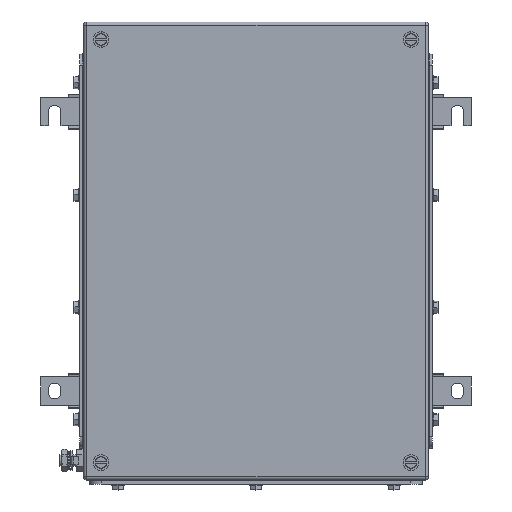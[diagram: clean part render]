
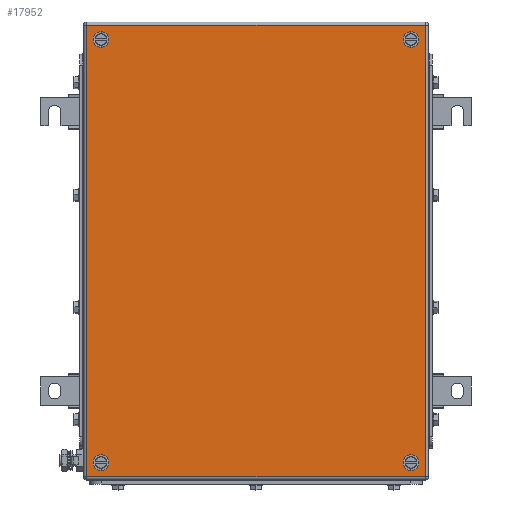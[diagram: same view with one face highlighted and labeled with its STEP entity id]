
A CAD part, top view. The second image highlights one B-rep face of the part: STEP entity #17952.
In plain terms, the highlighted planar face has unit normal (0, 0, 1).
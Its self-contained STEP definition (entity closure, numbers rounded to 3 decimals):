
#17826=AXIS2_PLACEMENT_3D('Circle Axis2P3D',#17824,#17825,$) ;
#17853=AXIS2_PLACEMENT_3D('Plane Axis2P3D',#17850,#17851,#17852) ;
#17891=AXIS2_PLACEMENT_3D('Circle Axis2P3D',#17889,#17890,$) ;
#17900=AXIS2_PLACEMENT_3D('Circle Axis2P3D',#17898,#17899,$) ;
#17909=AXIS2_PLACEMENT_3D('Circle Axis2P3D',#17907,#17908,$) ;
#17918=AXIS2_PLACEMENT_3D('Circle Axis2P3D',#17916,#17917,$) ;
#17927=AXIS2_PLACEMENT_3D('Circle Axis2P3D',#17925,#17926,$) ;
#17936=AXIS2_PLACEMENT_3D('Circle Axis2P3D',#17934,#17935,$) ;
#17945=AXIS2_PLACEMENT_3D('Circle Axis2P3D',#17943,#17944,$) ;
#17821=CARTESIAN_POINT('Vertex',(56.5,398.5,153.5)) ;
#17824=CARTESIAN_POINT('Axis2P3D Location',(53.,398.5,153.5)) ;
#17828=CARTESIAN_POINT('Vertex',(49.5,398.5,153.5)) ;
#17850=CARTESIAN_POINT('Axis2P3D Location',(190.5,211.,153.5)) ;
#17855=CARTESIAN_POINT('Line Origine',(190.5,410.5,153.5)) ;
#17859=CARTESIAN_POINT('Vertex',(340.,410.5,153.5)) ;
#17861=CARTESIAN_POINT('Vertex',(41.,410.5,153.5)) ;
#17864=CARTESIAN_POINT('Line Origine',(41.,211.,153.5)) ;
#17868=CARTESIAN_POINT('Vertex',(41.,11.5,153.5)) ;
#17871=CARTESIAN_POINT('Line Origine',(190.5,11.5,153.5)) ;
#17875=CARTESIAN_POINT('Vertex',(340.,11.5,153.5)) ;
#17878=CARTESIAN_POINT('Line Origine',(340.,211.,153.5)) ;
#17889=CARTESIAN_POINT('Axis2P3D Location',(53.,398.5,153.5)) ;
#17898=CARTESIAN_POINT('Axis2P3D Location',(53.,23.5,153.5)) ;
#17902=CARTESIAN_POINT('Vertex',(49.5,23.5,153.5)) ;
#17904=CARTESIAN_POINT('Vertex',(56.5,23.5,153.5)) ;
#17907=CARTESIAN_POINT('Axis2P3D Location',(53.,23.5,153.5)) ;
#17916=CARTESIAN_POINT('Axis2P3D Location',(328.,23.5,153.5)) ;
#17920=CARTESIAN_POINT('Vertex',(331.5,23.5,153.5)) ;
#17922=CARTESIAN_POINT('Vertex',(324.5,23.5,153.5)) ;
#17925=CARTESIAN_POINT('Axis2P3D Location',(328.,23.5,153.5)) ;
#17934=CARTESIAN_POINT('Axis2P3D Location',(328.,398.5,153.5)) ;
#17938=CARTESIAN_POINT('Vertex',(331.5,398.5,153.5)) ;
#17940=CARTESIAN_POINT('Vertex',(324.5,398.5,153.5)) ;
#17943=CARTESIAN_POINT('Axis2P3D Location',(328.,398.5,153.5)) ;
#17825=DIRECTION('Axis2P3D Direction',(0.,0.,1.)) ;
#17851=DIRECTION('Axis2P3D Direction',(0.,0.,1.)) ;
#17852=DIRECTION('Axis2P3D XDirection',(1.,0.,0.)) ;
#17856=DIRECTION('Vector Direction',(1.,0.,0.)) ;
#17865=DIRECTION('Vector Direction',(0.,-1.,0.)) ;
#17872=DIRECTION('Vector Direction',(1.,0.,0.)) ;
#17879=DIRECTION('Vector Direction',(0.,1.,0.)) ;
#17890=DIRECTION('Axis2P3D Direction',(0.,0.,1.)) ;
#17899=DIRECTION('Axis2P3D Direction',(0.,0.,1.)) ;
#17908=DIRECTION('Axis2P3D Direction',(0.,0.,1.)) ;
#17917=DIRECTION('Axis2P3D Direction',(0.,0.,1.)) ;
#17926=DIRECTION('Axis2P3D Direction',(0.,0.,1.)) ;
#17935=DIRECTION('Axis2P3D Direction',(0.,0.,1.)) ;
#17944=DIRECTION('Axis2P3D Direction',(0.,0.,1.)) ;
#17857=VECTOR('Line Direction',#17856,1.) ;
#17866=VECTOR('Line Direction',#17865,1.) ;
#17873=VECTOR('Line Direction',#17872,1.) ;
#17880=VECTOR('Line Direction',#17879,1.) ;
#17884=ORIENTED_EDGE('',*,*,#17863,.T.) ;
#17885=ORIENTED_EDGE('',*,*,#17870,.T.) ;
#17886=ORIENTED_EDGE('',*,*,#17877,.T.) ;
#17887=ORIENTED_EDGE('',*,*,#17882,.T.) ;
#17895=ORIENTED_EDGE('',*,*,#17893,.F.) ;
#17896=ORIENTED_EDGE('',*,*,#17830,.F.) ;
#17913=ORIENTED_EDGE('',*,*,#17906,.F.) ;
#17914=ORIENTED_EDGE('',*,*,#17911,.F.) ;
#17931=ORIENTED_EDGE('',*,*,#17924,.F.) ;
#17932=ORIENTED_EDGE('',*,*,#17929,.F.) ;
#17949=ORIENTED_EDGE('',*,*,#17942,.F.) ;
#17950=ORIENTED_EDGE('',*,*,#17947,.F.) ;
#17897=FACE_BOUND('',#17894,.T.) ;
#17915=FACE_BOUND('',#17912,.T.) ;
#17933=FACE_BOUND('',#17930,.T.) ;
#17951=FACE_BOUND('',#17948,.T.) ;
#17952=ADVANCED_FACE('ZUB_KTB_FS_403015_3GP_AllCATPart.2\\ZUB_DE_KTB_FS_400x300.1\\DE_KTB_MH_PART_MASTER.1\\Koerper.2',(#17888,#17897,#17915,#17933,#17951),#17854,.T.) ;
#17827=CIRCLE('generated circle',#17826,3.5) ;
#17892=CIRCLE('generated circle',#17891,3.5) ;
#17901=CIRCLE('generated circle',#17900,3.5) ;
#17910=CIRCLE('generated circle',#17909,3.5) ;
#17919=CIRCLE('generated circle',#17918,3.5) ;
#17928=CIRCLE('generated circle',#17927,3.5) ;
#17937=CIRCLE('generated circle',#17936,3.5) ;
#17946=CIRCLE('generated circle',#17945,3.5) ;
#17830=EDGE_CURVE('',#17822,#17829,#17827,.T.) ;
#17863=EDGE_CURVE('',#17860,#17862,#17858,.F.) ;
#17870=EDGE_CURVE('',#17862,#17869,#17867,.T.) ;
#17877=EDGE_CURVE('',#17869,#17876,#17874,.T.) ;
#17882=EDGE_CURVE('',#17876,#17860,#17881,.T.) ;
#17893=EDGE_CURVE('',#17829,#17822,#17892,.T.) ;
#17906=EDGE_CURVE('',#17903,#17905,#17901,.T.) ;
#17911=EDGE_CURVE('',#17905,#17903,#17910,.T.) ;
#17924=EDGE_CURVE('',#17921,#17923,#17919,.T.) ;
#17929=EDGE_CURVE('',#17923,#17921,#17928,.T.) ;
#17942=EDGE_CURVE('',#17939,#17941,#17937,.T.) ;
#17947=EDGE_CURVE('',#17941,#17939,#17946,.T.) ;
#17883=EDGE_LOOP('',(#17884,#17885,#17886,#17887)) ;
#17894=EDGE_LOOP('',(#17895,#17896)) ;
#17912=EDGE_LOOP('',(#17913,#17914)) ;
#17930=EDGE_LOOP('',(#17931,#17932)) ;
#17948=EDGE_LOOP('',(#17949,#17950)) ;
#17888=FACE_OUTER_BOUND('',#17883,.T.) ;
#17858=LINE('Line',#17855,#17857) ;
#17867=LINE('Line',#17864,#17866) ;
#17874=LINE('Line',#17871,#17873) ;
#17881=LINE('Line',#17878,#17880) ;
#17854=PLANE('',#17853) ;
#17822=VERTEX_POINT('',#17821) ;
#17829=VERTEX_POINT('',#17828) ;
#17860=VERTEX_POINT('',#17859) ;
#17862=VERTEX_POINT('',#17861) ;
#17869=VERTEX_POINT('',#17868) ;
#17876=VERTEX_POINT('',#17875) ;
#17903=VERTEX_POINT('',#17902) ;
#17905=VERTEX_POINT('',#17904) ;
#17921=VERTEX_POINT('',#17920) ;
#17923=VERTEX_POINT('',#17922) ;
#17939=VERTEX_POINT('',#17938) ;
#17941=VERTEX_POINT('',#17940) ;
